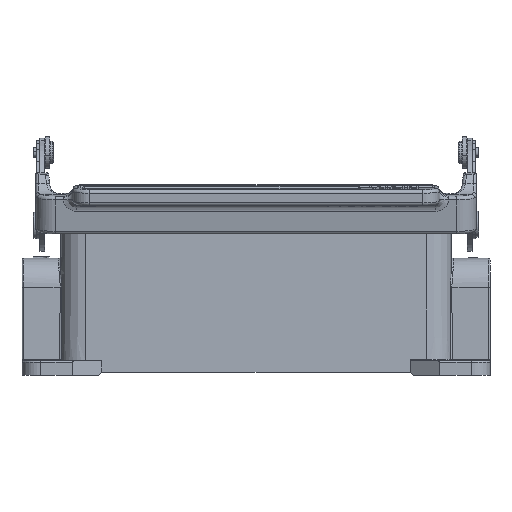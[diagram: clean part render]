
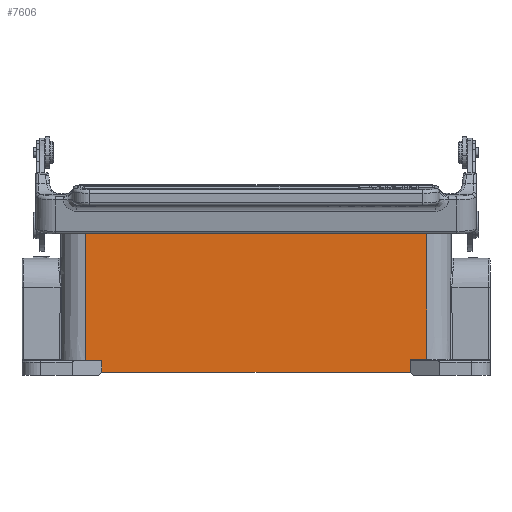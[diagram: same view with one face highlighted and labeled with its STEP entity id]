
A CAD part, left-side view. The second image highlights one B-rep face of the part: STEP entity #7606.
In plain terms, the highlighted planar face has unit normal (-1, 0, 0.009).
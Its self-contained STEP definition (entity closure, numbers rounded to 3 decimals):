
#2848=LINE('',#44139,#4580);
#2903=LINE('',#44600,#4635);
#2908=LINE('',#44614,#4640);
#2916=LINE('',#44643,#4648);
#2919=LINE('',#44650,#4651);
#3060=LINE('',#45362,#4792);
#3075=LINE('',#45518,#4807);
#3078=LINE('',#45543,#4810);
#3079=LINE('',#45545,#4811);
#3080=LINE('',#45547,#4812);
#3081=LINE('',#45548,#4813);
#3082=LINE('',#45550,#4814);
#4580=VECTOR('',#31589,1.);
#4635=VECTOR('',#31804,1.);
#4640=VECTOR('',#31817,1.);
#4648=VECTOR('',#31843,1.);
#4651=VECTOR('',#31848,1.);
#4792=VECTOR('',#32231,1.);
#4807=VECTOR('',#32286,1.);
#4810=VECTOR('',#32315,1.);
#4811=VECTOR('',#32318,1.);
#4812=VECTOR('',#32319,1.);
#4813=VECTOR('',#32320,1.);
#4814=VECTOR('',#32321,1.);
#7606=ADVANCED_FACE('',(#9469),#8234,.T.);
#8234=PLANE('',#26608);
#9469=FACE_OUTER_BOUND('',#10942,.T.);
#10942=EDGE_LOOP('',(#17835,#17836,#17837,#17838,#17839,#17840,#17841,#17842,
#17843,#17844,#17845,#17846));
#17835=ORIENTED_EDGE('',*,*,#23843,.T.);
#17836=ORIENTED_EDGE('',*,*,#23855,.T.);
#17837=ORIENTED_EDGE('',*,*,#23856,.T.);
#17838=ORIENTED_EDGE('',*,*,#23441,.T.);
#17839=ORIENTED_EDGE('',*,*,#23857,.F.);
#17840=ORIENTED_EDGE('',*,*,#23858,.T.);
#17841=ORIENTED_EDGE('',*,*,#23559,.T.);
#17842=ORIENTED_EDGE('',*,*,#23566,.F.);
#17843=ORIENTED_EDGE('',*,*,#23578,.F.);
#17844=ORIENTED_EDGE('',*,*,#23581,.T.);
#17845=ORIENTED_EDGE('',*,*,#23812,.T.);
#17846=ORIENTED_EDGE('',*,*,#23854,.T.);
#20071=VERTEX_POINT('',#44138);
#20072=VERTEX_POINT('',#44140);
#20149=VERTEX_POINT('',#44599);
#20150=VERTEX_POINT('',#44601);
#20154=VERTEX_POINT('',#44613);
#20161=VERTEX_POINT('',#44644);
#20163=VERTEX_POINT('',#44649);
#20316=VERTEX_POINT('',#45361);
#20332=VERTEX_POINT('',#45517);
#20333=VERTEX_POINT('',#45519);
#20338=VERTEX_POINT('',#45546);
#20339=VERTEX_POINT('',#45549);
#23441=EDGE_CURVE('',#20072,#20071,#2848,.T.);
#23559=EDGE_CURVE('',#20150,#20149,#2903,.T.);
#23566=EDGE_CURVE('',#20154,#20149,#2908,.T.);
#23578=EDGE_CURVE('',#20161,#20154,#2916,.T.);
#23581=EDGE_CURVE('',#20161,#20163,#2919,.T.);
#23812=EDGE_CURVE('',#20163,#20316,#3060,.T.);
#23843=EDGE_CURVE('',#20333,#20332,#3075,.T.);
#23854=EDGE_CURVE('',#20316,#20333,#3078,.T.);
#23855=EDGE_CURVE('',#20332,#20338,#3079,.T.);
#23856=EDGE_CURVE('',#20338,#20072,#3080,.T.);
#23857=EDGE_CURVE('',#20339,#20071,#3081,.T.);
#23858=EDGE_CURVE('',#20339,#20150,#3082,.T.);
#26608=AXIS2_PLACEMENT_3D('',#45551,#32322,#32323);
#31589=DIRECTION('',(0.,1.,0.));
#31804=DIRECTION('',(-0.009,0.,-1.));
#31817=DIRECTION('',(0.,1.,0.));
#31843=DIRECTION('',(0.009,0.,1.));
#31848=DIRECTION('',(0.,-1.,0.));
#32231=DIRECTION('',(0.009,0.,1.));
#32286=DIRECTION('',(0.009,0.,1.));
#32315=DIRECTION('',(0.,-1.,0.));
#32318=DIRECTION('',(0.,1.,0.));
#32319=DIRECTION('',(-0.009,0.,-1.));
#32320=DIRECTION('',(-0.009,0.,-1.));
#32321=DIRECTION('',(0.,1.,0.));
#32322=DIRECTION('',(-1.,0.,0.009));
#32323=DIRECTION('',(0.,1.,0.));
#44138=CARTESIAN_POINT('',(-21.526,1.6,48.));
#44139=CARTESIAN_POINT('',(-21.526,-1.6,48.));
#44140=CARTESIAN_POINT('',(-21.526,-1.6,48.));
#44599=CARTESIAN_POINT('',(-21.906,52.5,4.5));
#44600=CARTESIAN_POINT('',(-21.5,52.5,51.));
#44601=CARTESIAN_POINT('',(-21.5,52.5,51.));
#44613=CARTESIAN_POINT('',(-21.906,47.5,4.5));
#44614=CARTESIAN_POINT('',(-21.906,47.5,4.5));
#44643=CARTESIAN_POINT('',(-21.936,47.5,1.));
#44644=CARTESIAN_POINT('',(-21.936,47.5,1.));
#44649=CARTESIAN_POINT('',(-21.936,-47.5,1.));
#44650=CARTESIAN_POINT('',(-21.936,47.5,1.));
#45361=CARTESIAN_POINT('',(-21.901,-47.5,4.996));
#45362=CARTESIAN_POINT('',(-21.936,-47.5,1.));
#45517=CARTESIAN_POINT('',(-21.5,-52.5,51.));
#45518=CARTESIAN_POINT('',(-21.901,-52.5,4.996));
#45519=CARTESIAN_POINT('',(-21.901,-52.5,4.996));
#45543=CARTESIAN_POINT('',(-21.901,-47.5,4.996));
#45545=CARTESIAN_POINT('',(-21.5,-52.5,51.));
#45546=CARTESIAN_POINT('',(-21.5,-1.6,51.));
#45547=CARTESIAN_POINT('',(-21.5,-1.6,51.));
#45548=CARTESIAN_POINT('',(-21.5,1.6,51.));
#45549=CARTESIAN_POINT('',(-21.5,1.6,51.));
#45550=CARTESIAN_POINT('',(-21.5,1.6,51.));
#45551=CARTESIAN_POINT('',(-21.5,55.148,51.));
